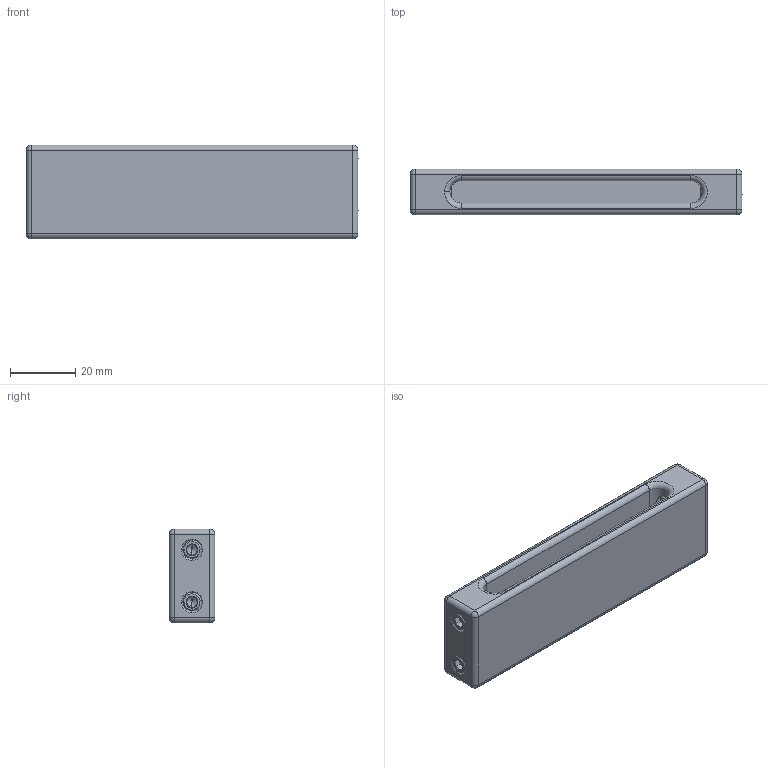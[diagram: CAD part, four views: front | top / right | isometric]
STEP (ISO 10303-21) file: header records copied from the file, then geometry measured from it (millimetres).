
FILE_DESCRIPTION (( 'STEP AP214' ), '1' );
FILE_NAME ('HG-5476 Rev A Straight Busbar Coupler STEP.STEP', '2018-12-24T04:29:54', ( '' ), ( '' ), 'SwSTEP 2.0', 'SolidWorks 2018', '' );
FILE_SCHEMA (( 'AUTOMOTIVE_DESIGN' ));
Length unit declared in the file: inch
Products named in the file (3): Set Screw .250-20 x .500_92311A537; HG-5477 Straight Busbar Coupler; HG-5476 Rev A Straight Busbar Coupler STEP
Assembly tree (5 placements, depth 2):
  HG-5476 Rev A Straight Busbar Coupler STEP
    HG-5477 Straight Busbar Coupler
    Set Screw .250-20 x .500_92311A537  x4
Bounding box: 101.6 x 13.97 x 28.7 mm (x, y, z)
Volume: 27128.9 mm3; surface area: 15279.7 mm2
Topology: 5 solids, 5 shells, 262 faces, 642 edges, 372 vertices
Faces by surface type: cylinder 100, cone 72, plane 64, bspline 12, sphere 8, torus 6
Entity records: 5291 total; most frequent: CARTESIAN_POINT 2646, ORIENTED_EDGE 510, DIRECTION 508, EDGE_CURVE 255, AXIS2_PLACEMENT_3D 202, VERTEX_POINT 150, EDGE_LOOP 123, FACE_OUTER_BOUND 112
